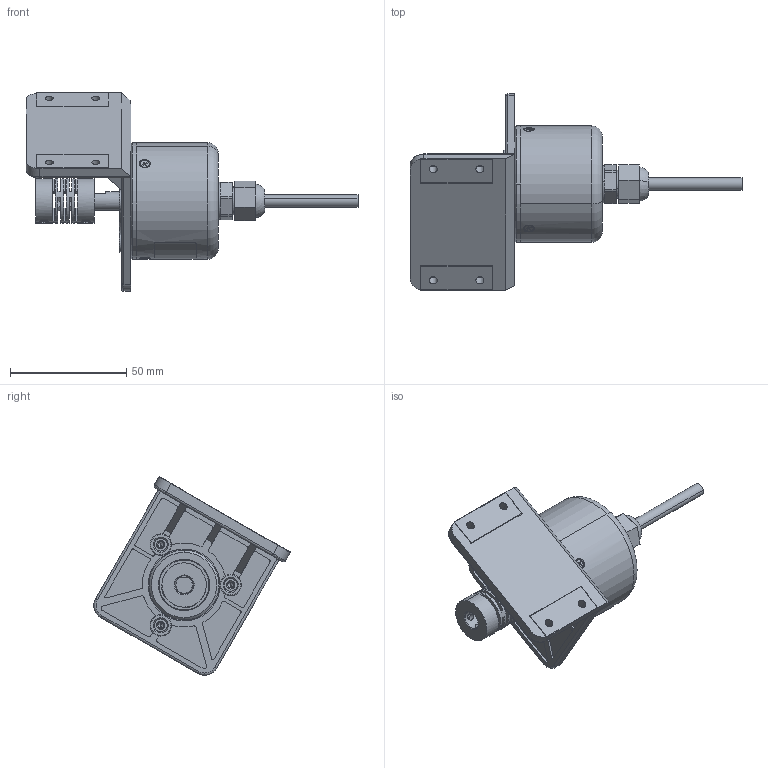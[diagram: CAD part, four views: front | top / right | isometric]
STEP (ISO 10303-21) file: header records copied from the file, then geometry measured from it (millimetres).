
FILE_DESCRIPTION (( 'STEP AP203' ), '1' );
FILE_NAME ('E50S8-8000-6-L-5_E50S8-8000-3-V-5_E50S8-8000-3-V-24_(287) .STEP', '2018-07-19T12:10:27', ( 'Registered User' ), ( 'Microsoft Corporation' ), 'SwSTEP 2.0', 'SolidWorks 2015', '' );
FILE_SCHEMA (( 'CONFIG_CONTROL_DESIGN' ));
Length unit declared in the file: millimetre
Products named in the file (1): E50S8-8000-6-L-5_E50S8-8000-3-V-5_E50S8-8000-3-V-24_(287) 
Bounding box: 142.5 x 84.36 x 85.27 mm (x, y, z)
Volume: 109747 mm3; surface area: 31905.8 mm2
Topology: 3 solids, 12 shells, 724 faces, 2068 edges, 1374 vertices
Faces by surface type: plane 273, cylinder 258, cone 119, torus 46, sphere 18, bspline 10
Entity records: 26433 total; most frequent: CARTESIAN_POINT 7501, ORIENTED_EDGE 4020, DIRECTION 3959, EDGE_CURVE 2010, AXIS2_PLACEMENT_3D 1558, VERTEX_POINT 1358, LINE 843, VECTOR 843
